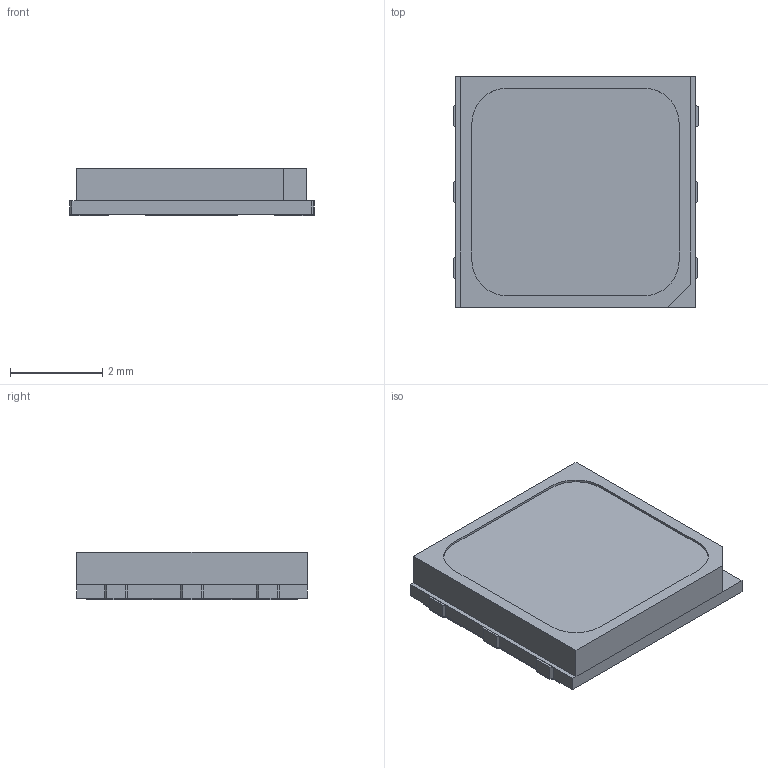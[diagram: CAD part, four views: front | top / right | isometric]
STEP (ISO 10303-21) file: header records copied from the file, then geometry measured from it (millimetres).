
FILE_DESCRIPTION(('FreeCAD Model'),'2;1');
FILE_NAME( 'LED_USHIO_SMBB.step', '2019-08-02T18:50:30',('kicad StepUp'),('ksu MCAD'), 'Open CASCADE STEP processor 7.3','FreeCAD','Unknown');
FILE_SCHEMA(('AUTOMOTIVE_DESIGN { 1 0 10303 214 1 1 1 1 }'));
Length unit declared in the file: millimetre
Products named in the file (1): LED_USHIO_SMBB
Bounding box: 5.32 x 5 x 1.02 mm (x, y, z)
Volume: 24.7 mm3; surface area: 88.9 mm2
Topology: 3 solids, 3 shells, 101 faces, 239 edges, 146 vertices
Faces by surface type: plane 97, cylinder 4
Entity records: 3516 total; most frequent: CARTESIAN_POINT 487, ORIENTED_EDGE 478, DIRECTION 451, EDGE_CURVE 239, LINE 231, VECTOR 231, VERTEX_POINT 146, AXIS2_PLACEMENT_3D 110
